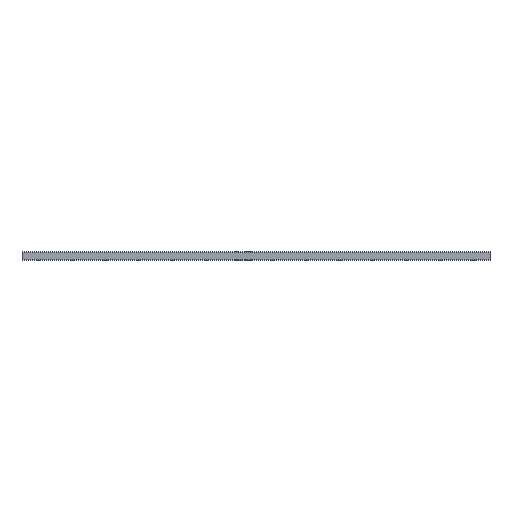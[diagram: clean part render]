
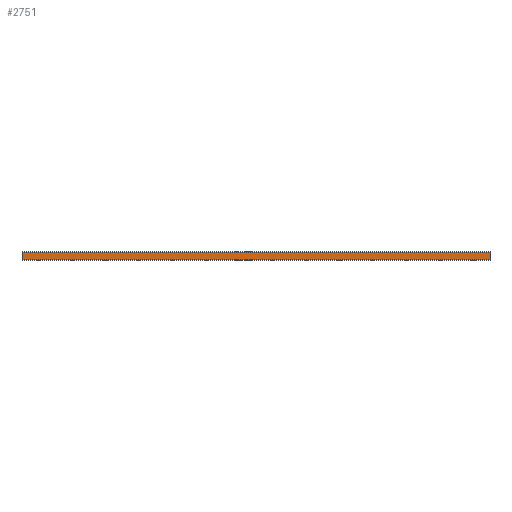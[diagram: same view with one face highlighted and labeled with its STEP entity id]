
A CAD part, front view. The second image highlights one B-rep face of the part: STEP entity #2751.
In plain terms, the highlighted planar face has unit normal (0, -1, 0).
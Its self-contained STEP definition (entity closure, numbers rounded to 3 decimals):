
#37 = DIRECTION ( 'NONE',  ( 0., 0., 1. ) ) ;
#94 = EDGE_CURVE ( 'NONE', #809, #774, #1390, .T. ) ;
#232 = PLANE ( 'NONE',  #1804 ) ;
#288 = ORIENTED_EDGE ( 'NONE', *, *, #1560, .F. ) ;
#344 = LINE ( 'NONE', #555, #941 ) ;
#412 = CARTESIAN_POINT ( 'NONE',  ( 1120., -20.005, 8.879 ) ) ;
#444 = FACE_OUTER_BOUND ( 'NONE', #1139, .T. ) ;
#454 = VECTOR ( 'NONE', #482, 1000. ) ;
#482 = DIRECTION ( 'NONE',  ( -1., 0., 0. ) ) ;
#513 = CARTESIAN_POINT ( 'NONE',  ( 1520., -20.005, -8.879 ) ) ;
#555 = CARTESIAN_POINT ( 'NONE',  ( 0., -20.005, 8.879 ) ) ;
#568 = DIRECTION ( 'NONE',  ( 0., 0., -1. ) ) ;
#640 = DIRECTION ( 'NONE',  ( 0., 0., 1. ) ) ;
#660 = VERTEX_POINT ( 'NONE', #1234 ) ;
#701 = DIRECTION ( 'NONE',  ( 1., 0., 0. ) ) ;
#774 = VERTEX_POINT ( 'NONE', #412 ) ;
#791 = CARTESIAN_POINT ( 'NONE',  ( 1120., -20.005, -8.879 ) ) ;
#796 = ORIENTED_EDGE ( 'NONE', *, *, #2859, .F. ) ;
#809 = VERTEX_POINT ( 'NONE', #791 ) ;
#941 = VECTOR ( 'NONE', #568, 1000. ) ;
#1139 = EDGE_LOOP ( 'NONE', ( #2471, #796, #2188, #288 ) ) ;
#1165 = CARTESIAN_POINT ( 'NONE',  ( 1120., -20.005, 8.879 ) ) ;
#1183 = LINE ( 'NONE', #2529, #2791 ) ;
#1234 = CARTESIAN_POINT ( 'NONE',  ( 0., -20.005, 8.879 ) ) ;
#1390 = LINE ( 'NONE', #1165, #2871 ) ;
#1560 = EDGE_CURVE ( 'NONE', #809, #2424, #1636, .T. ) ;
#1636 = LINE ( 'NONE', #513, #454 ) ;
#1804 = AXIS2_PLACEMENT_3D ( 'NONE', #2680, #2874, #640 ) ;
#1871 = CARTESIAN_POINT ( 'NONE',  ( 0., -20.005, -8.879 ) ) ;
#2068 = EDGE_CURVE ( 'NONE', #660, #2424, #344, .T. ) ;
#2188 = ORIENTED_EDGE ( 'NONE', *, *, #2068, .T. ) ;
#2424 = VERTEX_POINT ( 'NONE', #1871 ) ;
#2471 = ORIENTED_EDGE ( 'NONE', *, *, #94, .T. ) ;
#2529 = CARTESIAN_POINT ( 'NONE',  ( 1520., -20.005, 8.879 ) ) ;
#2680 = CARTESIAN_POINT ( 'NONE',  ( 1520., -20.005, 8.879 ) ) ;
#2751 = ADVANCED_FACE ( 'NONE', ( #444 ), #232, .F. ) ;
#2791 = VECTOR ( 'NONE', #701, 1000. ) ;
#2859 = EDGE_CURVE ( 'NONE', #660, #774, #1183, .T. ) ;
#2871 = VECTOR ( 'NONE', #37, 1000. ) ;
#2874 = DIRECTION ( 'NONE',  ( 0., 1., 0. ) ) ;
